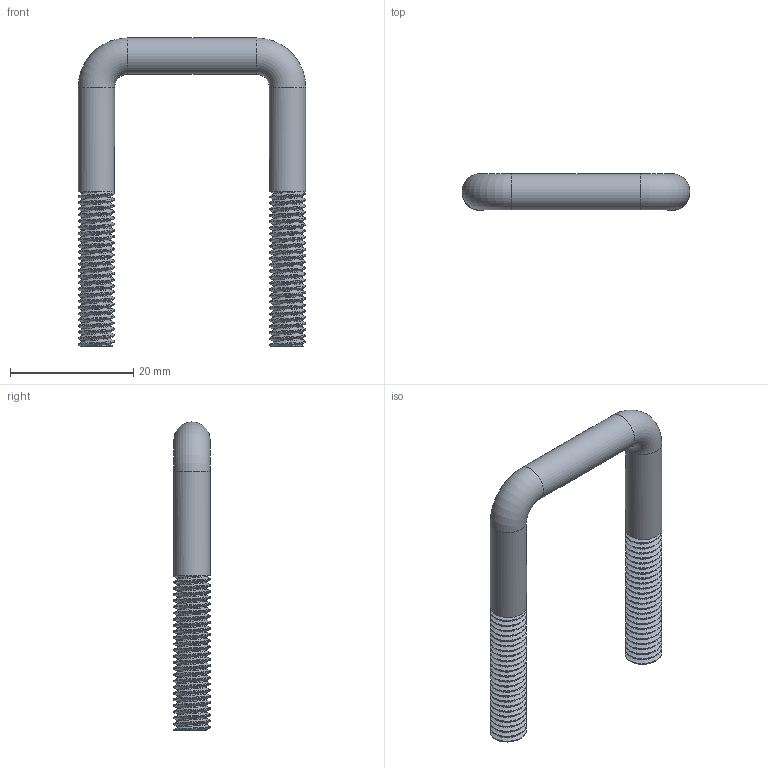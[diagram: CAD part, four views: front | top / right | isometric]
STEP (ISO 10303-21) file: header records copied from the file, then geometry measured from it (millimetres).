
FILE_DESCRIPTION(/* description */ (''),/* implementation_level */ '2;1');
FILE_NAME(/* name */ 'U Bracket.step',/* time_stamp */ '2026-02-03T17:09:30-05:00',/* author */ (''),/* organization */ (''),/* preprocessor_version */ 'ST-DEVELOPER v20.1',/* originating_system */ 'Autodesk Translation Framework v14.21.0.0',/* authorisation */ '');
FILE_SCHEMA (('AUTOMOTIVE_DESIGN { 1 0 10303 214 3 1 1 }'));
Length unit declared in the file: inch
Products named in the file (1): 2025-12-27-18-53-35-790
Bounding box: 36.89 x 5.89 x 49.94 mm (x, y, z)
Volume: 3024 mm3; surface area: 2741 mm2
Topology: 1 solids, 1 shells, 115 faces, 339 edges, 226 vertices
Faces by surface type: cylinder 105, bspline 4, plane 4, torus 2
Full cylindrical faces by diameter (mm): 4.743 x19, 5.884 x36
Entity records: 9501 total; most frequent: CARTESIAN_POINT 6811, ORIENTED_EDGE 678, DIRECTION 367, EDGE_CURVE 339, VERTEX_POINT 226, B_SPLINE_CURVE_WITH_KNOTS 216, AXIS2_PLACEMENT_3D 132, FACE_OUTER_BOUND 115
